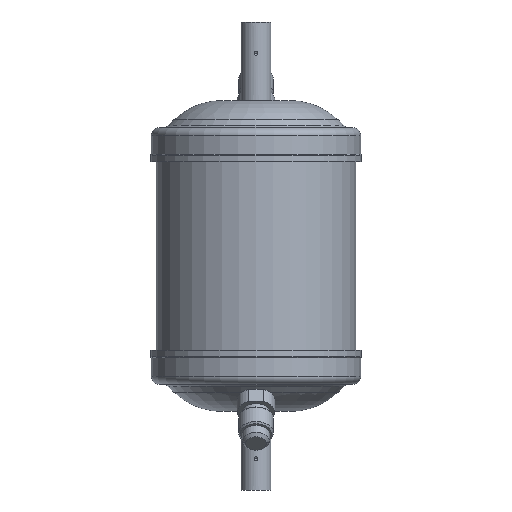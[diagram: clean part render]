
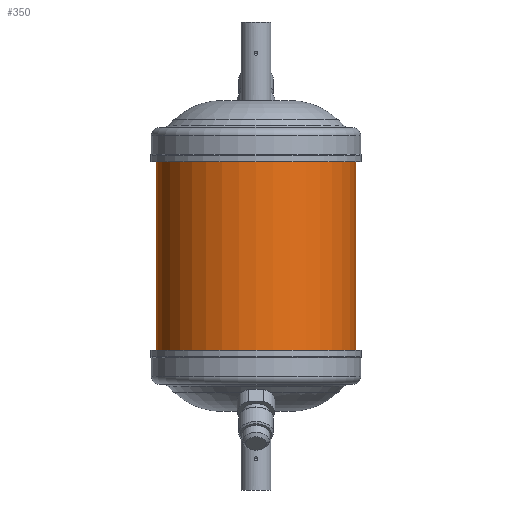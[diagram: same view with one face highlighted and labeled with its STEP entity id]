
A CAD part, front view. The second image highlights one B-rep face of the part: STEP entity #350.
In plain terms, the highlighted cylindrical face has radius 31.75 mm (diameter 63.5 mm), a partial arc.
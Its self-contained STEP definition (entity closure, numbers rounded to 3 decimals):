
#69 = VERTEX_POINT ( 'NONE', #445 ) ;
#147 = VERTEX_POINT ( 'NONE', #2110 ) ;
#197 = VECTOR ( 'NONE', #1310, 1000. ) ;
#261 = EDGE_CURVE ( 'NONE', #69, #787, #1743, .T. ) ;
#350 = ADVANCED_FACE ( 'NONE', ( #2490 ), #1431, .T. ) ;
#445 = CARTESIAN_POINT ( 'NONE',  ( -31.75, 0., 30. ) ) ;
#451 = LINE ( 'NONE', #1738, #197 ) ;
#519 = DIRECTION ( 'NONE',  ( 0., 0., -1. ) ) ;
#534 = EDGE_CURVE ( 'NONE', #69, #904, #894, .T. ) ;
#552 = VECTOR ( 'NONE', #519, 1000. ) ;
#580 = EDGE_CURVE ( 'NONE', #147, #787, #1193, .T. ) ;
#590 = DIRECTION ( 'NONE',  ( -1., 0., 0. ) ) ;
#625 = DIRECTION ( 'NONE',  ( 0., 0., 1. ) ) ;
#787 = VERTEX_POINT ( 'NONE', #2450 ) ;
#850 = AXIS2_PLACEMENT_3D ( 'NONE', #2513, #625, #1877 ) ;
#894 = CIRCLE ( 'NONE', #850, 31.75 ) ;
#904 = VERTEX_POINT ( 'NONE', #2512 ) ;
#909 = ORIENTED_EDGE ( 'NONE', *, *, #534, .F. ) ;
#1193 = CIRCLE ( 'NONE', #2394, 31.75 ) ;
#1310 = DIRECTION ( 'NONE',  ( 0., 0., -1. ) ) ;
#1317 = CARTESIAN_POINT ( 'NONE',  ( 0., 0., -30. ) ) ;
#1403 = ORIENTED_EDGE ( 'NONE', *, *, #261, .T. ) ;
#1431 = CYLINDRICAL_SURFACE ( 'NONE', #1541, 31.75 ) ;
#1541 = AXIS2_PLACEMENT_3D ( 'NONE', #2276, #2510, #590 ) ;
#1701 = DIRECTION ( 'NONE',  ( -1., 0., 0. ) ) ;
#1738 = CARTESIAN_POINT ( 'NONE',  ( 31.75, 0., 38.5 ) ) ;
#1743 = LINE ( 'NONE', #2628, #552 ) ;
#1877 = DIRECTION ( 'NONE',  ( 1., 0., 0. ) ) ;
#2097 = ORIENTED_EDGE ( 'NONE', *, *, #580, .F. ) ;
#2110 = CARTESIAN_POINT ( 'NONE',  ( 31.75, 0., -30. ) ) ;
#2115 = EDGE_LOOP ( 'NONE', ( #2588, #909, #1403, #2097 ) ) ;
#2248 = EDGE_CURVE ( 'NONE', #904, #147, #451, .T. ) ;
#2276 = CARTESIAN_POINT ( 'NONE',  ( 0., 0., 38.5 ) ) ;
#2360 = DIRECTION ( 'NONE',  ( 0., 0., -1. ) ) ;
#2394 = AXIS2_PLACEMENT_3D ( 'NONE', #1317, #2360, #1701 ) ;
#2450 = CARTESIAN_POINT ( 'NONE',  ( -31.75, 0., -30. ) ) ;
#2490 = FACE_OUTER_BOUND ( 'NONE', #2115, .T. ) ;
#2510 = DIRECTION ( 'NONE',  ( 0., 0., -1. ) ) ;
#2512 = CARTESIAN_POINT ( 'NONE',  ( 31.75, 0., 30. ) ) ;
#2513 = CARTESIAN_POINT ( 'NONE',  ( 0., 0., 30. ) ) ;
#2588 = ORIENTED_EDGE ( 'NONE', *, *, #2248, .F. ) ;
#2628 = CARTESIAN_POINT ( 'NONE',  ( -31.75, 0., 38.5 ) ) ;
